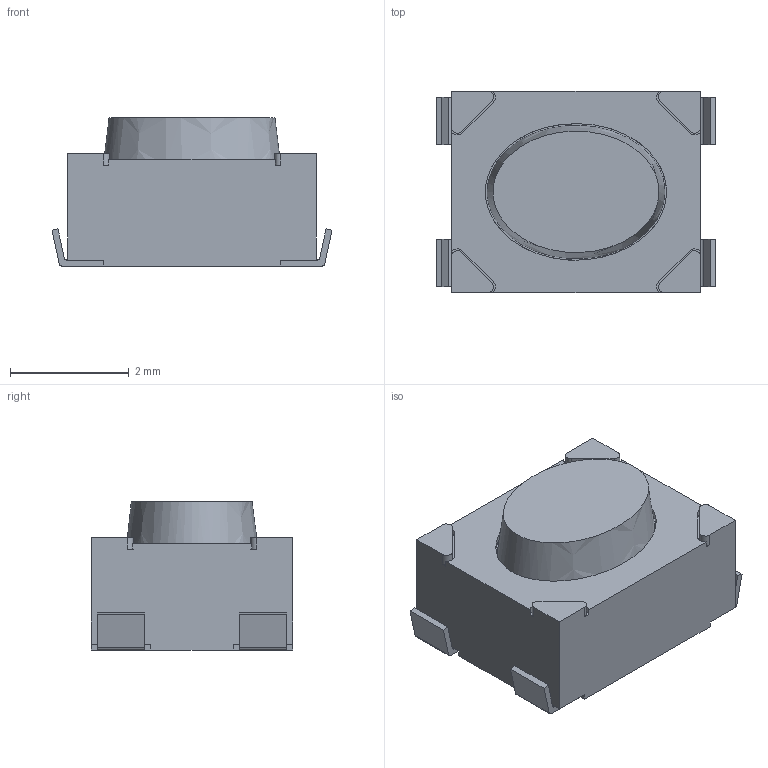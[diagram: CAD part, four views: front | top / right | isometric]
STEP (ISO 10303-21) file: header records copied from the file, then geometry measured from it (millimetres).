
FILE_DESCRIPTION(/* description */ (''),/* implementation_level */ '2;1');
FILE_NAME(/* name */ '',/* time_stamp */ '2024-01-16T18:16:07+08:00',/* author */ (''),/* organization */ (''),/* preprocessor_version */ 'ST-DEVELOPER v20',/* originating_system */ 'Autodesk Translation Framework v12.14.0.127',/* authorisation */ '');
FILE_SCHEMA (('AUTOMOTIVE_DESIGN { 1 0 10303 214 3 1 1 }'));
Length unit declared in the file: millimetre
Products named in the file (1): 轻触开关4脚 3x4x2.5mm
Bounding box: 4.72 x 3.4 x 2.5 mm (x, y, z)
Volume: 29.4 mm3; surface area: 74 mm2
Topology: 5 solids, 5 shells, 94 faces, 246 edges, 164 vertices
Faces by surface type: plane 68, cylinder 24, bspline 2
Entity records: 3053 total; most frequent: CARTESIAN_POINT 638, ORIENTED_EDGE 492, DIRECTION 478, EDGE_CURVE 246, LINE 194, VECTOR 194, VERTEX_POINT 164, AXIS2_PLACEMENT_3D 142
